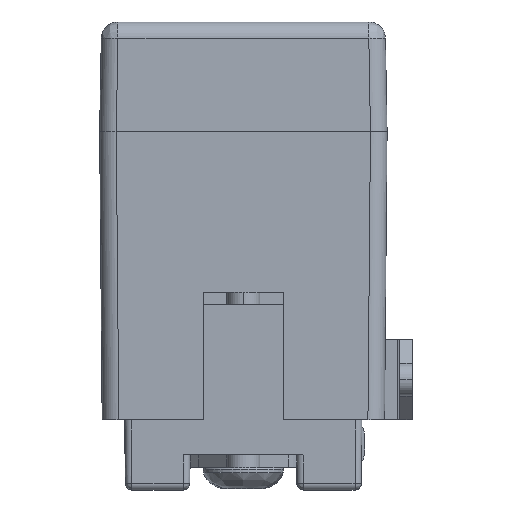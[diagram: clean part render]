
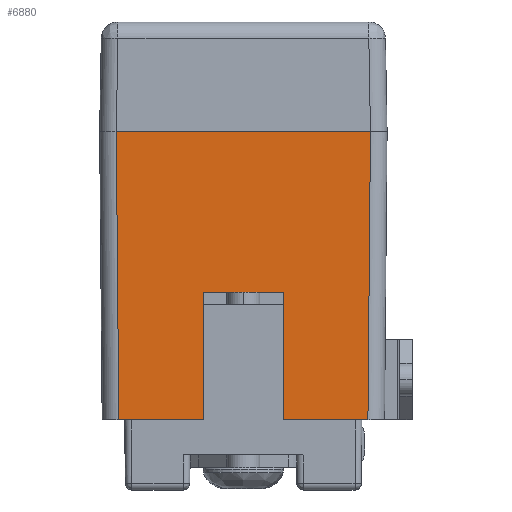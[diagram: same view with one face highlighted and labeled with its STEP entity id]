
A CAD part, front view. The second image highlights one B-rep face of the part: STEP entity #6880.
In plain terms, the highlighted planar face has unit normal (0, -1, 0).
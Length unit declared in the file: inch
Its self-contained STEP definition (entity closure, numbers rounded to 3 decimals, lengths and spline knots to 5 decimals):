
#58 = CARTESIAN_POINT ( 'NONE',  ( 0.1563, -0.24724, 0. ) ) ;
#166 = VECTOR ( 'NONE', #7150, 39.37008 ) ;
#353 = VECTOR ( 'NONE', #3914, 39.37008 ) ;
#561 = LINE ( 'NONE', #4524, #1987 ) ;
#627 = DIRECTION ( 'NONE',  ( 0., 1., 0. ) ) ;
#922 = DIRECTION ( 'NONE',  ( 0., 0., -1. ) ) ;
#1274 = ORIENTED_EDGE ( 'NONE', *, *, #4440, .F. ) ;
#1285 = CARTESIAN_POINT ( 'NONE',  ( 0.17677, -0.24724, -0.35433 ) ) ;
#1329 = CARTESIAN_POINT ( 'NONE',  ( 0., -0.24724, -0.35433 ) ) ;
#1430 = DIRECTION ( 'NONE',  ( -1., 0., 0. ) ) ;
#1593 = LINE ( 'NONE', #58, #166 ) ;
#1648 = LINE ( 'NONE', #6335, #6638 ) ;
#1983 = DIRECTION ( 'NONE',  ( -1., 0., 0. ) ) ;
#1987 = VECTOR ( 'NONE', #2732, 39.37008 ) ;
#2009 = VERTEX_POINT ( 'NONE', #4668 ) ;
#2116 = VERTEX_POINT ( 'NONE', #8357 ) ;
#2247 = EDGE_CURVE ( 'NONE', #2009, #2116, #1593, .T. ) ;
#2574 = VECTOR ( 'NONE', #1430, 39.37008 ) ;
#2636 = VERTEX_POINT ( 'NONE', #7751 ) ;
#2732 = DIRECTION ( 'NONE',  ( -1., 0., 0. ) ) ;
#2853 = LINE ( 'NONE', #7623, #6346 ) ;
#2976 = CARTESIAN_POINT ( 'NONE',  ( -0.04921, -0.24724, -0.35433 ) ) ;
#3065 = CARTESIAN_POINT ( 'NONE',  ( -0.15321, -0.24724, -0.35433 ) ) ;
#3326 = LINE ( 'NONE', #5550, #2574 ) ;
#3854 = VECTOR ( 'NONE', #922, 39.37008 ) ;
#3858 = ORIENTED_EDGE ( 'NONE', *, *, #4071, .F. ) ;
#3862 = VERTEX_POINT ( 'NONE', #5616 ) ;
#3899 = EDGE_CURVE ( 'NONE', #6984, #8757, #2853, .T. ) ;
#3914 = DIRECTION ( 'NONE',  ( -1., 0., 0. ) ) ;
#4071 = EDGE_CURVE ( 'NONE', #5853, #3862, #1648, .T. ) ;
#4111 = VERTEX_POINT ( 'NONE', #6442 ) ;
#4197 = DIRECTION ( 'NONE',  ( 0., 0., 1. ) ) ;
#4440 = EDGE_CURVE ( 'NONE', #4111, #2636, #7654, .T. ) ;
#4524 = CARTESIAN_POINT ( 'NONE',  ( 0., -0.24724, 0. ) ) ;
#4541 = FACE_OUTER_BOUND ( 'NONE', #4813, .T. ) ;
#4668 = CARTESIAN_POINT ( 'NONE',  ( 0.1563, -0.24724, 0. ) ) ;
#4813 = EDGE_LOOP ( 'NONE', ( #5898, #6372, #1274, #5593, #3858, #6290, #8470, #8496 ) ) ;
#5099 = DIRECTION ( 'NONE',  ( -0.009, 0., 1. ) ) ;
#5308 = EDGE_CURVE ( 'NONE', #3862, #4111, #3326, .T. ) ;
#5370 = CARTESIAN_POINT ( 'NONE',  ( -0.1563, -0.24724, 0. ) ) ;
#5550 = CARTESIAN_POINT ( 'NONE',  ( 0.17677, -0.24724, -0.19724 ) ) ;
#5593 = ORIENTED_EDGE ( 'NONE', *, *, #5308, .F. ) ;
#5616 = CARTESIAN_POINT ( 'NONE',  ( 0.04921, -0.24724, -0.19724 ) ) ;
#5853 = VERTEX_POINT ( 'NONE', #6557 ) ;
#5898 = ORIENTED_EDGE ( 'NONE', *, *, #3899, .F. ) ;
#6038 = LINE ( 'NONE', #1329, #353 ) ;
#6290 = ORIENTED_EDGE ( 'NONE', *, *, #6926, .F. ) ;
#6335 = CARTESIAN_POINT ( 'NONE',  ( 0.04921, -0.24724, -0.35433 ) ) ;
#6346 = VECTOR ( 'NONE', #5099, 39.37008 ) ;
#6371 = EDGE_CURVE ( 'NONE', #2009, #8757, #561, .T. ) ;
#6372 = ORIENTED_EDGE ( 'NONE', *, *, #6766, .F. ) ;
#6442 = CARTESIAN_POINT ( 'NONE',  ( -0.04921, -0.24724, -0.19724 ) ) ;
#6557 = CARTESIAN_POINT ( 'NONE',  ( 0.04921, -0.24724, -0.35433 ) ) ;
#6628 = LINE ( 'NONE', #8162, #8236 ) ;
#6638 = VECTOR ( 'NONE', #4197, 39.37008 ) ;
#6766 = EDGE_CURVE ( 'NONE', #2636, #6984, #6038, .T. ) ;
#6880 = ADVANCED_FACE ( 'NONE', ( #4541 ), #8116, .F. ) ;
#6926 = EDGE_CURVE ( 'NONE', #2116, #5853, #6628, .T. ) ;
#6984 = VERTEX_POINT ( 'NONE', #3065 ) ;
#7150 = DIRECTION ( 'NONE',  ( -0.009, 0., -1. ) ) ;
#7234 = AXIS2_PLACEMENT_3D ( 'NONE', #1285, #627, #7991 ) ;
#7623 = CARTESIAN_POINT ( 'NONE',  ( -0.15321, -0.24724, -0.35433 ) ) ;
#7654 = LINE ( 'NONE', #2976, #3854 ) ;
#7751 = CARTESIAN_POINT ( 'NONE',  ( -0.04921, -0.24724, -0.35433 ) ) ;
#7991 = DIRECTION ( 'NONE',  ( 0., 0., 1. ) ) ;
#8116 = PLANE ( 'NONE',  #7234 ) ;
#8162 = CARTESIAN_POINT ( 'NONE',  ( 0.17677, -0.24724, -0.35433 ) ) ;
#8236 = VECTOR ( 'NONE', #1983, 39.37008 ) ;
#8357 = CARTESIAN_POINT ( 'NONE',  ( 0.15321, -0.24724, -0.35433 ) ) ;
#8470 = ORIENTED_EDGE ( 'NONE', *, *, #2247, .F. ) ;
#8496 = ORIENTED_EDGE ( 'NONE', *, *, #6371, .T. ) ;
#8757 = VERTEX_POINT ( 'NONE', #5370 ) ;
